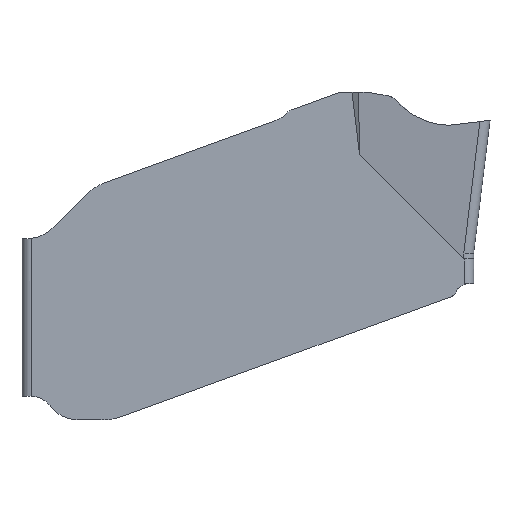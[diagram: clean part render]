
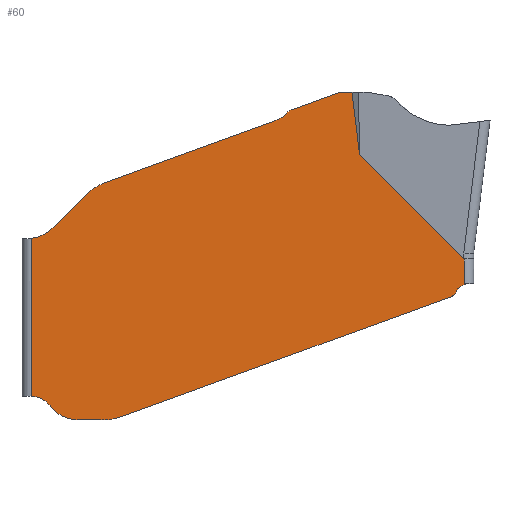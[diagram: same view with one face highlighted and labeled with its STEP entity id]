
A CAD part, left-side view. The second image highlights one B-rep face of the part: STEP entity #60.
In plain terms, the highlighted planar face has unit normal (-1, 0, 0).
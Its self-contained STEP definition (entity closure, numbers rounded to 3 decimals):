
#60=ADVANCED_FACE('',(#127),#106,.F.);
#106=PLANE('',#953);
#127=FACE_OUTER_BOUND('',#173,.T.);
#173=EDGE_LOOP('',(#395,#396,#397,#398,#399,#400,#401,#402,#403,#404,#405,
#406,#407,#408,#409,#410,#411,#412,#413,#414,#415,#416,#417,#418,#419,#420));
#219=ELLIPSE('',#941,3.253,0.2);
#220=ELLIPSE('',#946,1.32,1.);
#221=ELLIPSE('',#950,1.46,1.);
#240=LINE('',#1363,#315);
#241=LINE('',#1367,#316);
#242=LINE('',#1369,#317);
#243=LINE('',#1371,#318);
#244=LINE('',#1375,#319);
#245=LINE('',#1381,#320);
#246=LINE('',#1392,#321);
#247=LINE('',#1396,#322);
#248=LINE('',#1402,#323);
#249=LINE('',#1413,#324);
#250=LINE('',#1417,#325);
#315=VECTOR('',#1035,1.);
#316=VECTOR('',#1038,1.);
#317=VECTOR('',#1039,1.);
#318=VECTOR('',#1040,1.);
#319=VECTOR('',#1043,1.);
#320=VECTOR('',#1048,1.);
#321=VECTOR('',#1053,1.);
#322=VECTOR('',#1056,1.);
#323=VECTOR('',#1061,1.);
#324=VECTOR('',#1066,1.);
#325=VECTOR('',#1069,1.);
#395=ORIENTED_EDGE('',*,*,#741,.F.);
#396=ORIENTED_EDGE('',*,*,#742,.T.);
#397=ORIENTED_EDGE('',*,*,#743,.T.);
#398=ORIENTED_EDGE('',*,*,#744,.T.);
#399=ORIENTED_EDGE('',*,*,#745,.T.);
#400=ORIENTED_EDGE('',*,*,#746,.F.);
#401=ORIENTED_EDGE('',*,*,#747,.F.);
#402=ORIENTED_EDGE('',*,*,#748,.F.);
#403=ORIENTED_EDGE('',*,*,#749,.F.);
#404=ORIENTED_EDGE('',*,*,#750,.F.);
#405=ORIENTED_EDGE('',*,*,#751,.F.);
#406=ORIENTED_EDGE('',*,*,#752,.F.);
#407=ORIENTED_EDGE('',*,*,#753,.F.);
#408=ORIENTED_EDGE('',*,*,#754,.F.);
#409=ORIENTED_EDGE('',*,*,#755,.F.);
#410=ORIENTED_EDGE('',*,*,#756,.F.);
#411=ORIENTED_EDGE('',*,*,#757,.T.);
#412=ORIENTED_EDGE('',*,*,#758,.F.);
#413=ORIENTED_EDGE('',*,*,#759,.F.);
#414=ORIENTED_EDGE('',*,*,#760,.F.);
#415=ORIENTED_EDGE('',*,*,#761,.F.);
#416=ORIENTED_EDGE('',*,*,#762,.F.);
#417=ORIENTED_EDGE('',*,*,#763,.F.);
#418=ORIENTED_EDGE('',*,*,#764,.F.);
#419=ORIENTED_EDGE('',*,*,#765,.F.);
#420=ORIENTED_EDGE('',*,*,#766,.F.);
#655=VERTEX_POINT('',#1361);
#656=VERTEX_POINT('',#1362);
#657=VERTEX_POINT('',#1364);
#658=VERTEX_POINT('',#1366);
#659=VERTEX_POINT('',#1368);
#660=VERTEX_POINT('',#1370);
#661=VERTEX_POINT('',#1372);
#662=VERTEX_POINT('',#1374);
#663=VERTEX_POINT('',#1376);
#664=VERTEX_POINT('',#1378);
#665=VERTEX_POINT('',#1380);
#666=VERTEX_POINT('',#1382);
#667=VERTEX_POINT('',#1384);
#668=VERTEX_POINT('',#1389);
#669=VERTEX_POINT('',#1391);
#670=VERTEX_POINT('',#1393);
#671=VERTEX_POINT('',#1395);
#672=VERTEX_POINT('',#1397);
#673=VERTEX_POINT('',#1399);
#674=VERTEX_POINT('',#1401);
#675=VERTEX_POINT('',#1403);
#676=VERTEX_POINT('',#1405);
#677=VERTEX_POINT('',#1410);
#678=VERTEX_POINT('',#1412);
#679=VERTEX_POINT('',#1414);
#680=VERTEX_POINT('',#1416);
#741=EDGE_CURVE('',#655,#656,#871,.T.);
#742=EDGE_CURVE('',#655,#657,#240,.T.);
#743=EDGE_CURVE('',#657,#658,#219,.T.);
#744=EDGE_CURVE('',#658,#659,#241,.T.);
#745=EDGE_CURVE('',#659,#660,#242,.T.);
#746=EDGE_CURVE('',#661,#660,#243,.T.);
#747=EDGE_CURVE('',#662,#661,#872,.T.);
#748=EDGE_CURVE('',#663,#662,#244,.T.);
#749=EDGE_CURVE('',#664,#663,#873,.T.);
#750=EDGE_CURVE('',#665,#664,#874,.T.);
#751=EDGE_CURVE('',#666,#665,#245,.T.);
#752=EDGE_CURVE('',#667,#666,#875,.T.);
#753=EDGE_CURVE('',#668,#667,#904,.T.);
#754=EDGE_CURVE('',#669,#668,#220,.T.);
#755=EDGE_CURVE('',#670,#669,#246,.T.);
#756=EDGE_CURVE('',#671,#670,#876,.T.);
#757=EDGE_CURVE('',#671,#672,#247,.T.);
#758=EDGE_CURVE('',#673,#672,#877,.T.);
#759=EDGE_CURVE('',#674,#673,#878,.T.);
#760=EDGE_CURVE('',#675,#674,#248,.T.);
#761=EDGE_CURVE('',#676,#675,#221,.T.);
#762=EDGE_CURVE('',#677,#676,#905,.T.);
#763=EDGE_CURVE('',#678,#677,#879,.T.);
#764=EDGE_CURVE('',#679,#678,#249,.T.);
#765=EDGE_CURVE('',#680,#679,#880,.T.);
#766=EDGE_CURVE('',#656,#680,#250,.T.);
#871=CIRCLE('',#940,0.3);
#872=CIRCLE('',#942,0.2);
#873=CIRCLE('',#943,0.25);
#874=CIRCLE('',#944,0.545);
#875=CIRCLE('',#945,1.);
#876=CIRCLE('',#947,0.8);
#877=CIRCLE('',#948,0.5);
#878=CIRCLE('',#949,0.75);
#879=CIRCLE('',#951,1.);
#880=CIRCLE('',#952,0.1);
#904=B_SPLINE_CURVE_WITH_KNOTS('',3,(#1385,#1386,#1387,#1388),
 .UNSPECIFIED.,.F.,.F.,(4,4),(0.,1.),.UNSPECIFIED.);
#905=B_SPLINE_CURVE_WITH_KNOTS('',3,(#1406,#1407,#1408,#1409),
 .UNSPECIFIED.,.F.,.F.,(4,4),(0.,1.),.UNSPECIFIED.);
#940=AXIS2_PLACEMENT_3D('',#1360,#1033,#1034);
#941=AXIS2_PLACEMENT_3D('',#1365,#1036,#1037);
#942=AXIS2_PLACEMENT_3D('',#1373,#1041,#1042);
#943=AXIS2_PLACEMENT_3D('',#1377,#1044,#1045);
#944=AXIS2_PLACEMENT_3D('',#1379,#1046,#1047);
#945=AXIS2_PLACEMENT_3D('',#1383,#1049,#1050);
#946=AXIS2_PLACEMENT_3D('',#1390,#1051,#1052);
#947=AXIS2_PLACEMENT_3D('',#1394,#1054,#1055);
#948=AXIS2_PLACEMENT_3D('',#1398,#1057,#1058);
#949=AXIS2_PLACEMENT_3D('',#1400,#1059,#1060);
#950=AXIS2_PLACEMENT_3D('',#1404,#1062,#1063);
#951=AXIS2_PLACEMENT_3D('',#1411,#1064,#1065);
#952=AXIS2_PLACEMENT_3D('',#1415,#1067,#1068);
#953=AXIS2_PLACEMENT_3D('',#1418,#1070,#1071);
#1033=DIRECTION('',(-1.,0.,0.));
#1034=DIRECTION('',(0.,0.,-1.));
#1035=DIRECTION('',(0.,0.,1.));
#1036=DIRECTION('',(1.,0.,0.));
#1037=DIRECTION('',(0.,-0.005,1.));
#1038=DIRECTION('',(0.,0.708,0.706));
#1039=DIRECTION('',(0.,0.121,0.993));
#1040=DIRECTION('',(0.,-1.,0.));
#1041=DIRECTION('',(1.,0.,0.));
#1042=DIRECTION('',(0.,0.,-1.));
#1043=DIRECTION('',(0.,-0.94,0.342));
#1044=DIRECTION('',(1.,0.,0.));
#1045=DIRECTION('',(0.,0.,-1.));
#1046=DIRECTION('',(-1.,0.,0.));
#1047=DIRECTION('',(0.,0.,-1.));
#1048=DIRECTION('',(0.,-0.94,0.342));
#1049=DIRECTION('',(1.,0.,0.));
#1050=DIRECTION('',(0.,0.,-1.));
#1051=DIRECTION('',(1.,0.,0.));
#1052=DIRECTION('',(0.,0.707,-0.707));
#1053=DIRECTION('',(0.,-0.707,0.707));
#1054=DIRECTION('',(-1.,0.,0.));
#1055=DIRECTION('',(0.,0.,-1.));
#1056=DIRECTION('',(0.,0.,-1.));
#1057=DIRECTION('',(-1.,0.,0.));
#1058=DIRECTION('',(0.,0.,-1.));
#1059=DIRECTION('',(1.,0.,0.));
#1060=DIRECTION('',(0.,0.,-1.));
#1061=DIRECTION('',(0.,1.,0.));
#1062=DIRECTION('',(1.,0.,0.));
#1063=DIRECTION('',(0.,-1.,0.));
#1064=DIRECTION('',(1.,0.,0.));
#1065=DIRECTION('',(0.,0.,-1.));
#1066=DIRECTION('',(0.,0.94,-0.342));
#1067=DIRECTION('',(1.,0.,0.));
#1068=DIRECTION('',(0.,0.,-1.));
#1069=DIRECTION('',(0.,0.5,-0.866));
#1070=DIRECTION('',(1.,0.,0.));
#1071=DIRECTION('',(0.,0.,-1.));
#1360=CARTESIAN_POINT('',(-0.8,-4.55,-3.789));
#1361=CARTESIAN_POINT('',(-0.8,-4.452,-3.505));
#1362=CARTESIAN_POINT('',(-0.8,-4.29,-3.639));
#1363=CARTESIAN_POINT('',(-0.8,-4.452,-3.187));
#1364=CARTESIAN_POINT('',(-0.8,-4.452,-2.964));
#1365=CARTESIAN_POINT('',(-0.8,-4.469,0.289));
#1366=CARTESIAN_POINT('',(-0.8,-4.44,-2.958));
#1367=CARTESIAN_POINT('',(-0.8,-0.737,0.738));
#1368=CARTESIAN_POINT('',(-0.8,-2.213,-0.735));
#1369=CARTESIAN_POINT('',(-0.8,-2.092,0.256));
#1370=CARTESIAN_POINT('',(-0.8,-2.05,0.6));
#1371=CARTESIAN_POINT('',(-0.8,0.,0.6));
#1372=CARTESIAN_POINT('',(-0.8,-1.835,0.6));
#1373=CARTESIAN_POINT('',(-0.8,-1.835,0.4));
#1374=CARTESIAN_POINT('',(-0.8,-1.766,0.588));
#1375=CARTESIAN_POINT('',(-0.8,-0.018,-0.048));
#1376=CARTESIAN_POINT('',(-0.8,-0.755,0.22));
#1377=CARTESIAN_POINT('',(-0.8,-0.84,-0.015));
#1378=CARTESIAN_POINT('',(-0.8,-0.652,0.149));
#1379=CARTESIAN_POINT('',(-0.8,-0.24,0.506));
#1380=CARTESIAN_POINT('',(-0.8,-0.426,-0.006));
#1381=CARTESIAN_POINT('',(-0.8,-0.052,-0.142));
#1382=CARTESIAN_POINT('',(-0.8,3.251,-1.344));
#1383=CARTESIAN_POINT('',(-0.8,2.909,-2.284));
#1384=CARTESIAN_POINT('',(-0.8,3.424,-1.427));
#1385=CARTESIAN_POINT('',(-0.8,3.478,-1.463));
#1386=CARTESIAN_POINT('',(-0.8,3.46,-1.45));
#1387=CARTESIAN_POINT('',(-0.8,3.442,-1.438));
#1388=CARTESIAN_POINT('',(-0.8,3.424,-1.427));
#1389=CARTESIAN_POINT('',(-0.8,3.478,-1.463));
#1390=CARTESIAN_POINT('',(-0.8,2.955,-2.331));
#1391=CARTESIAN_POINT('',(-0.8,3.662,-1.623));
#1392=CARTESIAN_POINT('',(-0.8,1.019,1.019));
#1393=CARTESIAN_POINT('',(-0.8,4.334,-2.296));
#1394=CARTESIAN_POINT('',(-0.8,4.9,-1.73));
#1395=CARTESIAN_POINT('',(-0.8,4.8,-2.524));
#1396=CARTESIAN_POINT('',(-0.8,4.8,-5.9));
#1397=CARTESIAN_POINT('',(-0.8,4.8,-5.9));
#1398=CARTESIAN_POINT('',(-0.8,4.8,-6.4));
#1399=CARTESIAN_POINT('',(-0.8,4.4,-6.1));
#1400=CARTESIAN_POINT('',(-0.8,3.8,-5.65));
#1401=CARTESIAN_POINT('',(-0.8,3.8,-6.4));
#1402=CARTESIAN_POINT('',(-0.8,0.,-6.4));
#1403=CARTESIAN_POINT('',(-0.8,3.314,-6.4));
#1404=CARTESIAN_POINT('',(-0.8,3.314,-5.4));
#1405=CARTESIAN_POINT('',(-0.8,3.08,-6.387));
#1406=CARTESIAN_POINT('',(-0.8,3.025,-6.378));
#1407=CARTESIAN_POINT('',(-0.8,3.044,-6.382));
#1408=CARTESIAN_POINT('',(-0.8,3.062,-6.385));
#1409=CARTESIAN_POINT('',(-0.8,3.08,-6.387));
#1410=CARTESIAN_POINT('',(-0.8,3.025,-6.378));
#1411=CARTESIAN_POINT('',(-0.8,3.233,-5.4));
#1412=CARTESIAN_POINT('',(-0.8,2.891,-6.34));
#1413=CARTESIAN_POINT('',(-0.8,-1.699,-4.669));
#1414=CARTESIAN_POINT('',(-0.8,-4.192,-3.762));
#1415=CARTESIAN_POINT('',(-0.8,-4.158,-3.668));
#1416=CARTESIAN_POINT('',(-0.8,-4.245,-3.718));
#1417=CARTESIAN_POINT('',(-0.8,-4.793,-2.767));
#1418=CARTESIAN_POINT('',(-0.8,0.,0.));
